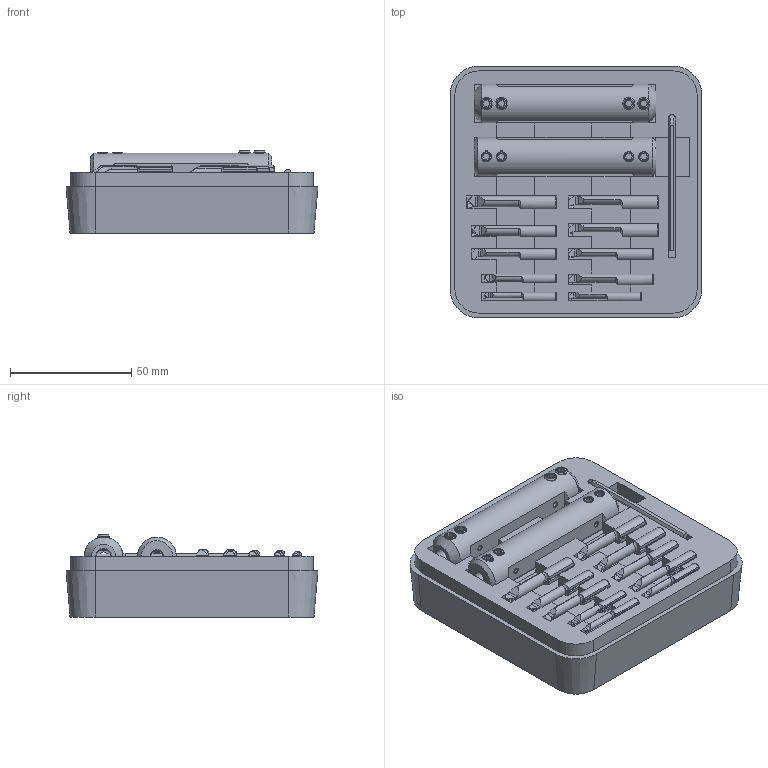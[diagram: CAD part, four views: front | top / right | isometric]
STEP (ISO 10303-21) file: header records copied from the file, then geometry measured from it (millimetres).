
FILE_DESCRIPTION (( 'STEP AP203' ), '1' );
FILE_NAME ('SET.1.step', '2024-05-07T06:10:34', ( '' ), ( '' ), 'SwSTEP 2.0', 'SolidWorks 2022', '' );
FILE_SCHEMA (( 'CONFIG_CONTROL_DESIGN' ));
Length unit declared in the file: millimetre
Products named in the file (19): R060.5-20; R050.5-20; R006.0150-22; VP00000079; 645.0016-D_.0012-D; 111.645; R050.3-16; 676.0016-D_.0012-D; A.ZST004; R005.0150-20; 676.0016-D_montiert; R050.6-22; R005.0200-20; R050.4-16; R006.0200-22; R004.0100-16; A.GST004; SET.1; 645.0016-D_montiert
Assembly tree (28 placements, depth 3):
  SET.1
    VP00000079
    676.0016-D_montiert
      676.0016-D_.0012-D
      A.ZST004  x2
      A.GST004  x4
    645.0016-D_montiert
      645.0016-D_.0012-D
      A.ZST004  x2
      A.GST004  x4
    R050.6-22
    R050.5-20
    R060.5-20
    R050.4-16
    R050.3-16
    R006.0200-22
    R006.0150-22
    R005.0150-20
    R005.0200-20
    R004.0100-16
    111.645
Bounding box: 104 x 104 x 33.85 mm (x, y, z)
Volume: 234669.5 mm3; surface area: 57390.4 mm2
Topology: 26 solids, 26 shells, 674 faces, 1732 edges, 1111 vertices
Faces by surface type: plane 405, cylinder 166, cone 55, torus 27, bspline 13, sphere 8
Full cylindrical faces by diameter (mm): 2 x12, 2.9 x1, 3.7 x2, 4 x1, 4.2 x8, 5 x9, 6 x1, 7 x1, 16 x2
Entity records: 20562 total; most frequent: CARTESIAN_POINT 5708, ORIENTED_EDGE 2728, DIRECTION 2368, EDGE_CURVE 1364, VERTEX_POINT 918, VECTOR 844, LINE 844, AXIS2_PLACEMENT_3D 762
